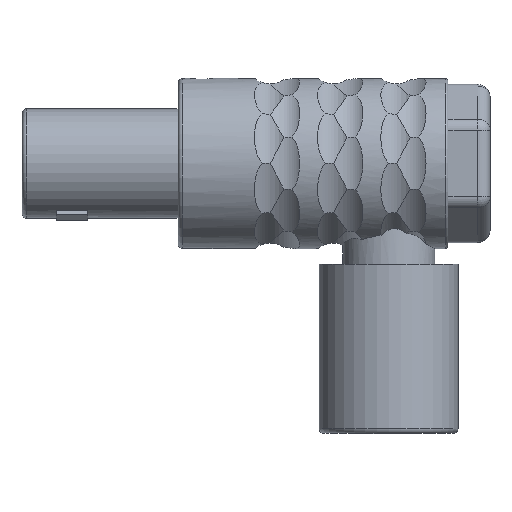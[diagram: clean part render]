
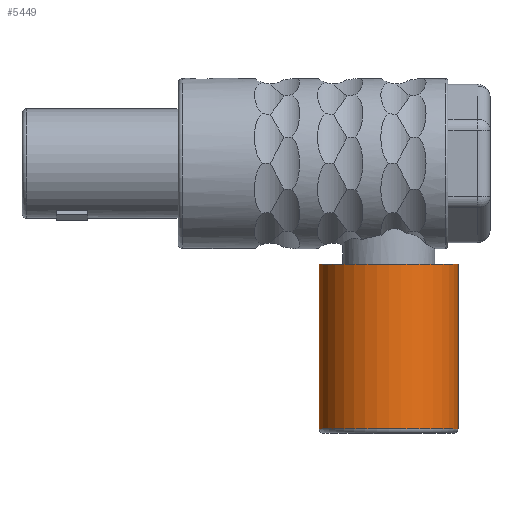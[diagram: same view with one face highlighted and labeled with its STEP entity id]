
A CAD part, top view. The second image highlights one B-rep face of the part: STEP entity #5449.
In plain terms, the highlighted cylindrical face has radius 4.45 mm (diameter 8.9 mm), a partial arc.
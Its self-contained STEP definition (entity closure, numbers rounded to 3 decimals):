
#1674=CARTESIAN_POINT('',(11.6,-6.45,0.));
#1675=DIRECTION('',(0.,-1.,0.));
#1676=DIRECTION('',(1.,0.,0.));
#1677=AXIS2_PLACEMENT_3D('',#1674,#1675,#1676);
#1684=DIRECTION('',(0.,1.,0.));
#1685=VECTOR('',#1684,10.55);
#1686=CARTESIAN_POINT('',(16.05,-17.,0.));
#1687=LINE('',#1686,#1685);
#1688=DIRECTION('',(0.,1.,0.));
#1689=VECTOR('',#1688,10.55);
#1690=CARTESIAN_POINT('',(7.15,-17.,0.));
#1691=LINE('',#1690,#1689);
#1702=CARTESIAN_POINT('',(11.6,-17.,0.));
#1703=DIRECTION('',(0.,1.,0.));
#1704=DIRECTION('',(-1.,0.,0.));
#1705=AXIS2_PLACEMENT_3D('',#1702,#1703,#1704);
#4442=CARTESIAN_POINT('',(16.05,-6.45,0.));
#4443=CARTESIAN_POINT('',(7.15,-6.45,0.));
#4444=VERTEX_POINT('',#4442);
#4445=VERTEX_POINT('',#4443);
#4618=CARTESIAN_POINT('',(16.05,-17.,0.));
#4619=CARTESIAN_POINT('',(7.15,-17.,0.));
#4620=VERTEX_POINT('',#4618);
#4621=VERTEX_POINT('',#4619);
#5438=CARTESIAN_POINT('',(11.6,0.865,0.));
#5439=DIRECTION('',(0.,-1.,0.));
#5440=DIRECTION('',(-1.,0.,0.));
#5441=AXIS2_PLACEMENT_3D('',#5438,#5439,#5440);
#5442=CYLINDRICAL_SURFACE('',#5441,4.45);
#5443=ORIENTED_EDGE('',*,*,#5429,.F.);
#5444=ORIENTED_EDGE('',*,*,#5404,.T.);
#5445=ORIENTED_EDGE('',*,*,#5385,.F.);
#5446=ORIENTED_EDGE('',*,*,#5401,.F.);
#5447=EDGE_LOOP('',(#5443,#5444,#5445,#5446));
#5448=FACE_OUTER_BOUND('',#5447,.F.);
#5449=ADVANCED_FACE('',(#5448),#5442,.T.);
#1678=CIRCLE('',#1677,4.45);
#1706=CIRCLE('',#1705,4.45);
#5385=EDGE_CURVE('',#4444,#4445,#1678,.T.);
#5401=EDGE_CURVE('',#4620,#4444,#1687,.T.);
#5404=EDGE_CURVE('',#4621,#4445,#1691,.T.);
#5429=EDGE_CURVE('',#4621,#4620,#1706,.T.);
